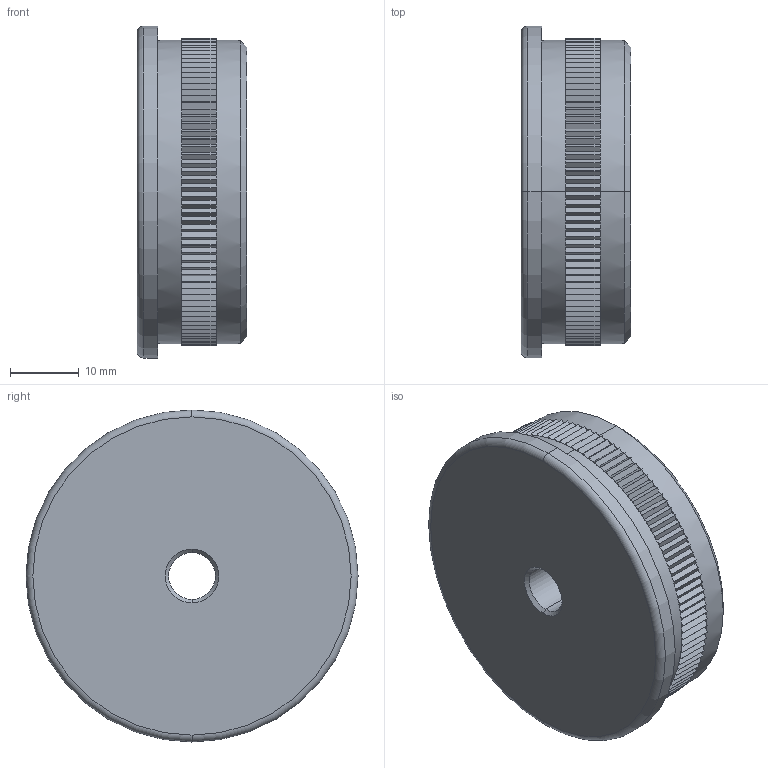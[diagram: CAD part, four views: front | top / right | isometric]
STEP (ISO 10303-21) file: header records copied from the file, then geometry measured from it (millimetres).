
FILE_DESCRIPTION (( 'STEP AP203' ), '1' );
FILE_NAME ('A_5736-248.STEP', '2023-02-07T11:55:50', ( '' ), ( '' ), 'SwSTEP 2.0', 'SolidWorks 2019', '' );
FILE_SCHEMA (( 'CONFIG_CONTROL_DESIGN' ));
Length unit declared in the file: millimetre
Products named in the file (1): A_5736-248
Bounding box: 16 x 48.3 x 48.3 mm (x, y, z)
Volume: 9073 mm3; surface area: 8382.5 mm2
Topology: 1 solids, 1 shells, 882 faces, 2146 edges, 1268 vertices
Faces by surface type: plane 716, cylinder 146, bspline 8, cone 6, torus 6
Entity records: 25773 total; most frequent: CARTESIAN_POINT 4665, DIRECTION 4650, ORIENTED_EDGE 4292, EDGE_CURVE 2146, AXIS2_PLACEMENT_3D 1653, LINE 1344, VECTOR 1344, VERTEX_POINT 1268
